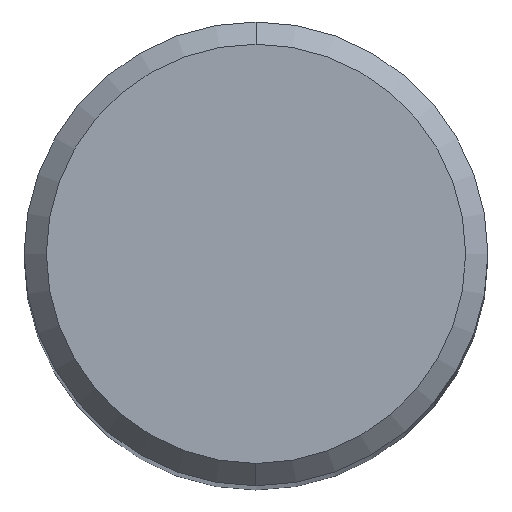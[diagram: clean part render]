
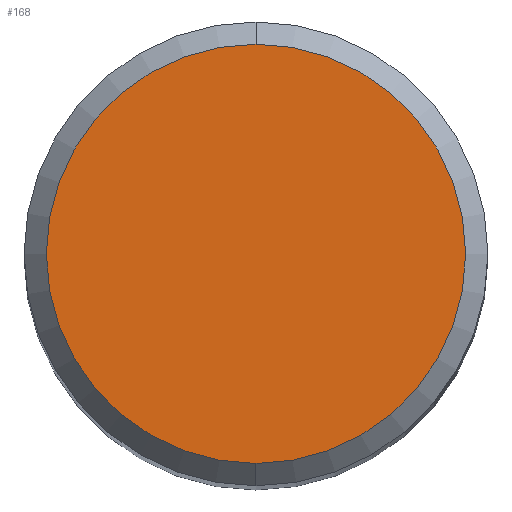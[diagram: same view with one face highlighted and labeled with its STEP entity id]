
A CAD part, top view. The second image highlights one B-rep face of the part: STEP entity #168.
In plain terms, the highlighted planar face has unit normal (0, 0, 1).
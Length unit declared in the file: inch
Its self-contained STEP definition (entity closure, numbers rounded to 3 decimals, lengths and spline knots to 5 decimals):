
#7 = DIRECTION ( 'NONE',  ( 0., -1., 0. ) ) ;
#51 = EDGE_CURVE ( 'NONE', #278, #463, #297, .T. ) ;
#57 = ORIENTED_EDGE ( 'NONE', *, *, #222, .T. ) ;
#67 = EDGE_LOOP ( 'NONE', ( #57, #243 ) ) ;
#168 = ADVANCED_FACE ( 'NONE', ( #216 ), #181, .F. ) ;
#169 = AXIS2_PLACEMENT_3D ( 'NONE', #377, #231, #445 ) ;
#181 = PLANE ( 'NONE',  #310 ) ;
#216 = FACE_OUTER_BOUND ( 'NONE', #67, .T. ) ;
#222 = EDGE_CURVE ( 'NONE', #463, #278, #375, .T. ) ;
#231 = DIRECTION ( 'NONE',  ( 0., 0., 1. ) ) ;
#235 = CARTESIAN_POINT ( 'NONE',  ( 0., 0.14125, 0. ) ) ;
#243 = ORIENTED_EDGE ( 'NONE', *, *, #51, .T. ) ;
#278 = VERTEX_POINT ( 'NONE', #336 ) ;
#297 = CIRCLE ( 'NONE', #169, 0.14125 ) ;
#310 = AXIS2_PLACEMENT_3D ( 'NONE', #447, #323, #454 ) ;
#321 = CARTESIAN_POINT ( 'NONE',  ( 0., 0., 0. ) ) ;
#323 = DIRECTION ( 'NONE',  ( 0., 0., -1. ) ) ;
#336 = CARTESIAN_POINT ( 'NONE',  ( 0., -0.14125, 0. ) ) ;
#353 = DIRECTION ( 'NONE',  ( 0., 0., 1. ) ) ;
#375 = CIRCLE ( 'NONE', #442, 0.14125 ) ;
#377 = CARTESIAN_POINT ( 'NONE',  ( 0., 0., 0. ) ) ;
#442 = AXIS2_PLACEMENT_3D ( 'NONE', #321, #353, #7 ) ;
#445 = DIRECTION ( 'NONE',  ( 0., -1., 0. ) ) ;
#447 = CARTESIAN_POINT ( 'NONE',  ( 0., 0.14125, 0. ) ) ;
#454 = DIRECTION ( 'NONE',  ( 0., 1., 0. ) ) ;
#463 = VERTEX_POINT ( 'NONE', #235 ) ;
